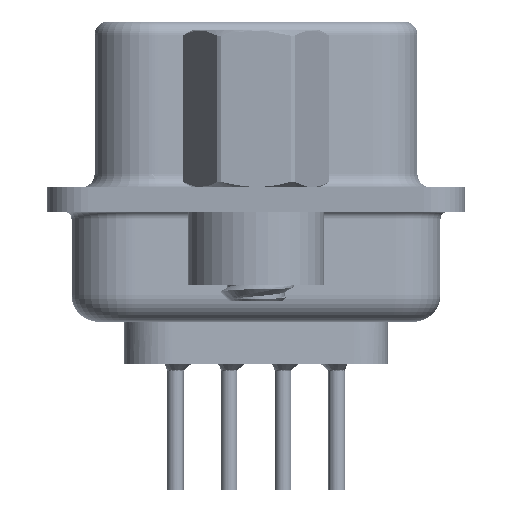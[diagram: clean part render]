
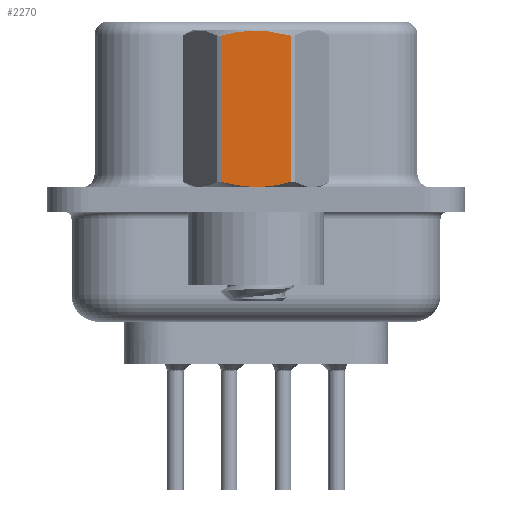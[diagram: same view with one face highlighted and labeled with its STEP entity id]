
A CAD part, left-side view. The second image highlights one B-rep face of the part: STEP entity #2270.
In plain terms, the highlighted planar face has unit normal (-1, 0, 0).
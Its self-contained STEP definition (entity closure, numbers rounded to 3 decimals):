
#841 = CARTESIAN_POINT ( 'NONE',  ( -2.381, 1.065, 6.104 ) ) ;
#1282 = DIRECTION ( 'NONE',  ( 0., 0., -1. ) ) ;
#1358 = CARTESIAN_POINT ( 'NONE',  ( -2.381, 0.428, 6.215 ) ) ;
#1917 = EDGE_CURVE ( 'NONE', #33148, #7986, #27846, .T. ) ;
#1969 = DIRECTION ( 'NONE',  ( -1., 0., 0. ) ) ;
#2270 = ADVANCED_FACE ( 'NONE', ( #46285 ), #37659, .T. ) ;
#2842 = ORIENTED_EDGE ( 'NONE', *, *, #5801, .T. ) ;
#3298 = CARTESIAN_POINT ( 'NONE',  ( -2.381, 1.273, 0.652 ) ) ;
#4160 = CARTESIAN_POINT ( 'NONE',  ( -2.381, 1.273, 6.048 ) ) ;
#4984 = CARTESIAN_POINT ( 'NONE',  ( -2.381, -0.858, 6.15 ) ) ;
#5750 = CARTESIAN_POINT ( 'NONE',  ( -2.381, -0.215, 6.232 ) ) ;
#5801 = EDGE_CURVE ( 'NONE', #7986, #46225, #49733, .T. ) ;
#7986 = VERTEX_POINT ( 'NONE', #40526 ) ;
#8877 = CARTESIAN_POINT ( 'NONE',  ( -2.381, -1.273, 6.048 ) ) ;
#10819 = CARTESIAN_POINT ( 'NONE',  ( -2.381, -1.273, 0.652 ) ) ;
#11584 = CARTESIAN_POINT ( 'NONE',  ( -2.381, -0.432, 0.485 ) ) ;
#13232 = LINE ( 'NONE', #17409, #25293 ) ;
#14166 = CARTESIAN_POINT ( 'NONE',  ( -2.381, 1.375, -3.75 ) ) ;
#15260 = CARTESIAN_POINT ( 'NONE',  ( -2.381, 0.215, 0.468 ) ) ;
#15496 = ORIENTED_EDGE ( 'NONE', *, *, #23733, .T. ) ;
#16865 = DIRECTION ( 'NONE',  ( 0., 0., 1. ) ) ;
#17275 = EDGE_CURVE ( 'NONE', #46225, #34881, #42765, .T. ) ;
#17409 = CARTESIAN_POINT ( 'NONE',  ( -2.381, 1.273, 3.792 ) ) ;
#21352 = ORIENTED_EDGE ( 'NONE', *, *, #17275, .T. ) ;
#21674 = CARTESIAN_POINT ( 'NONE',  ( -2.381, 0.853, 6.151 ) ) ;
#23733 = EDGE_CURVE ( 'NONE', #34881, #33148, #13232, .T. ) ;
#25293 = VECTOR ( 'NONE', #1282, 1000. ) ;
#25615 = CARTESIAN_POINT ( 'NONE',  ( -2.381, -0.432, 6.215 ) ) ;
#26786 = CARTESIAN_POINT ( 'NONE',  ( -2.381, -0.215, 0.468 ) ) ;
#27303 = CARTESIAN_POINT ( 'NONE',  ( -2.381, 0.853, 0.549 ) ) ;
#27846 = B_SPLINE_CURVE_WITH_KNOTS ( 'NONE', 3,
 ( #3298, #51027, #27303, #35099, #15260, #26786, #11584, #46858, #43210, #10819 ),
 .UNSPECIFIED., .F., .F.,
 ( 4, 2, 2, 2, 4 ),
 ( 0.003, 0.003, 0.004, 0.004, 0.005 ),
 .UNSPECIFIED. ) ;
#29004 = CARTESIAN_POINT ( 'NONE',  ( -2.381, 0.215, 6.232 ) ) ;
#29410 = CARTESIAN_POINT ( 'NONE',  ( -2.381, -1.273, 3.792 ) ) ;
#31568 = VECTOR ( 'NONE', #16865, 1000. ) ;
#33148 = VERTEX_POINT ( 'NONE', #36024 ) ;
#33728 = EDGE_LOOP ( 'NONE', ( #48872, #2842, #21352, #15496 ) ) ;
#34422 = CARTESIAN_POINT ( 'NONE',  ( -2.381, -1.273, 6.048 ) ) ;
#34881 = VERTEX_POINT ( 'NONE', #4160 ) ;
#35099 = CARTESIAN_POINT ( 'NONE',  ( -2.381, 0.428, 0.485 ) ) ;
#36024 = CARTESIAN_POINT ( 'NONE',  ( -2.381, 1.273, 0.652 ) ) ;
#37131 = AXIS2_PLACEMENT_3D ( 'NONE', #14166, #1969, #38192 ) ;
#37659 = PLANE ( 'NONE',  #37131 ) ;
#38192 = DIRECTION ( 'NONE',  ( 0., -1., 0. ) ) ;
#40526 = CARTESIAN_POINT ( 'NONE',  ( -2.381, -1.273, 0.652 ) ) ;
#40738 = CARTESIAN_POINT ( 'NONE',  ( -2.381, -1.066, 6.104 ) ) ;
#42765 = B_SPLINE_CURVE_WITH_KNOTS ( 'NONE', 3,
 ( #8877, #40738, #4984, #25615, #5750, #29004, #1358, #21674, #841, #48287 ),
 .UNSPECIFIED., .F., .F.,
 ( 4, 2, 2, 2, 4 ),
 ( 0.001, 0.002, 0.002, 0.003, 0.004 ),
 .UNSPECIFIED. ) ;
#43210 = CARTESIAN_POINT ( 'NONE',  ( -2.381, -1.066, 0.596 ) ) ;
#46225 = VERTEX_POINT ( 'NONE', #34422 ) ;
#46285 = FACE_OUTER_BOUND ( 'NONE', #33728, .T. ) ;
#46858 = CARTESIAN_POINT ( 'NONE',  ( -2.381, -0.858, 0.55 ) ) ;
#48287 = CARTESIAN_POINT ( 'NONE',  ( -2.381, 1.273, 6.048 ) ) ;
#48872 = ORIENTED_EDGE ( 'NONE', *, *, #1917, .T. ) ;
#49733 = LINE ( 'NONE', #29410, #31568 ) ;
#51027 = CARTESIAN_POINT ( 'NONE',  ( -2.381, 1.065, 0.596 ) ) ;
